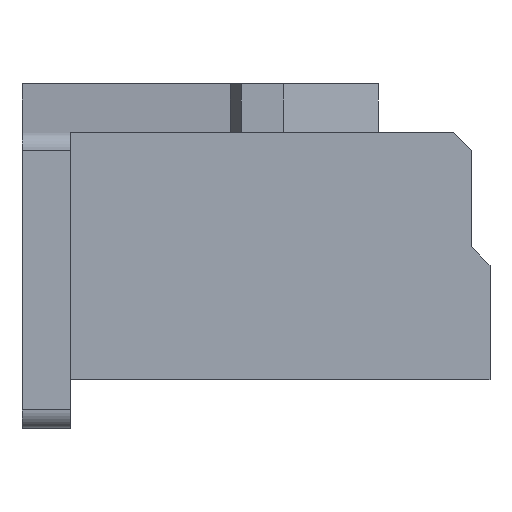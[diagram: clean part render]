
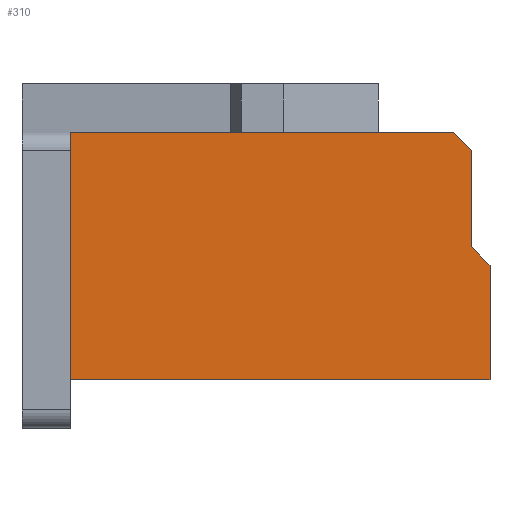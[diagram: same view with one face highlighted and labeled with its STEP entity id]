
A CAD part, left-side view. The second image highlights one B-rep face of the part: STEP entity #310.
In plain terms, the highlighted planar face has unit normal (-1, 0, 0).
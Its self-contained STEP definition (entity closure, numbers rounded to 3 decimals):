
#22 = VECTOR ( 'NONE', #68, 1000. ) ;
#31 = VECTOR ( 'NONE', #780, 1000. ) ;
#68 = DIRECTION ( 'NONE',  ( 0., -0.707, -0.707 ) ) ;
#232 = DIRECTION ( 'NONE',  ( 0., 0., 1. ) ) ;
#250 = CARTESIAN_POINT ( 'NONE',  ( -2.85, 0., 0. ) ) ;
#310 = ADVANCED_FACE ( 'NONE', ( #527 ), #1789, .T. ) ;
#355 = LINE ( 'NONE', #1361, #31 ) ;
#395 = LINE ( 'NONE', #2259, #883 ) ;
#408 = CARTESIAN_POINT ( 'NONE',  ( -2.85, 0.3, 0.15 ) ) ;
#448 = VERTEX_POINT ( 'NONE', #2214 ) ;
#508 = VECTOR ( 'NONE', #568, 1000. ) ;
#524 = DIRECTION ( 'NONE',  ( 0., -0.707, -0.707 ) ) ;
#527 = FACE_OUTER_BOUND ( 'NONE', #971, .T. ) ;
#568 = DIRECTION ( 'NONE',  ( 0., 0., -1. ) ) ;
#576 = ORIENTED_EDGE ( 'NONE', *, *, #2313, .F. ) ;
#650 = EDGE_CURVE ( 'NONE', #1296, #448, #2123, .T. ) ;
#746 = VERTEX_POINT ( 'NONE', #1599 ) ;
#753 = CARTESIAN_POINT ( 'NONE',  ( -2.85, 0., -2.05 ) ) ;
#769 = VECTOR ( 'NONE', #2306, 1000. ) ;
#780 = DIRECTION ( 'NONE',  ( 0., 0., -1. ) ) ;
#809 = VERTEX_POINT ( 'NONE', #1270 ) ;
#814 = EDGE_CURVE ( 'NONE', #2191, #2454, #1233, .T. ) ;
#877 = DIRECTION ( 'NONE',  ( 0., -1., 0. ) ) ;
#883 = VECTOR ( 'NONE', #877, 1000. ) ;
#971 = EDGE_LOOP ( 'NONE', ( #1390, #1003, #2239, #576, #1764, #2381, #1366 ) ) ;
#1003 = ORIENTED_EDGE ( 'NONE', *, *, #2130, .T. ) ;
#1035 = DIRECTION ( 'NONE',  ( -1., 0., 0. ) ) ;
#1037 = CARTESIAN_POINT ( 'NONE',  ( -2.85, 0., -2.05 ) ) ;
#1114 = EDGE_CURVE ( 'NONE', #1411, #2191, #2070, .T. ) ;
#1171 = EDGE_CURVE ( 'NONE', #746, #1411, #1640, .T. ) ;
#1208 = AXIS2_PLACEMENT_3D ( 'NONE', #250, #1035, #232 ) ;
#1233 = LINE ( 'NONE', #1673, #1899 ) ;
#1270 = CARTESIAN_POINT ( 'NONE',  ( -2.85, 6.95, 2.05 ) ) ;
#1296 = VERTEX_POINT ( 'NONE', #1037 ) ;
#1356 = EDGE_CURVE ( 'NONE', #809, #746, #395, .T. ) ;
#1361 = CARTESIAN_POINT ( 'NONE',  ( -2.85, 6.95, 0. ) ) ;
#1366 = ORIENTED_EDGE ( 'NONE', *, *, #1171, .F. ) ;
#1390 = ORIENTED_EDGE ( 'NONE', *, *, #1356, .F. ) ;
#1392 = DIRECTION ( 'NONE',  ( 0., 1., 0. ) ) ;
#1411 = VERTEX_POINT ( 'NONE', #2460 ) ;
#1475 = LINE ( 'NONE', #753, #508 ) ;
#1599 = CARTESIAN_POINT ( 'NONE',  ( -2.85, 0.6, 2.05 ) ) ;
#1640 = LINE ( 'NONE', #1981, #22 ) ;
#1673 = CARTESIAN_POINT ( 'NONE',  ( -2.85, 0., -0.15 ) ) ;
#1745 = VECTOR ( 'NONE', #1392, 1000. ) ;
#1764 = ORIENTED_EDGE ( 'NONE', *, *, #814, .F. ) ;
#1789 = PLANE ( 'NONE',  #1208 ) ;
#1866 = CARTESIAN_POINT ( 'NONE',  ( -2.85, 0., -0.15 ) ) ;
#1899 = VECTOR ( 'NONE', #524, 1000. ) ;
#1981 = CARTESIAN_POINT ( 'NONE',  ( -2.85, 0.3, 1.75 ) ) ;
#2070 = LINE ( 'NONE', #2334, #769 ) ;
#2123 = LINE ( 'NONE', #2133, #1745 ) ;
#2130 = EDGE_CURVE ( 'NONE', #809, #448, #355, .T. ) ;
#2133 = CARTESIAN_POINT ( 'NONE',  ( -2.85, 7.75, -2.05 ) ) ;
#2191 = VERTEX_POINT ( 'NONE', #408 ) ;
#2214 = CARTESIAN_POINT ( 'NONE',  ( -2.85, 6.95, -2.05 ) ) ;
#2239 = ORIENTED_EDGE ( 'NONE', *, *, #650, .F. ) ;
#2259 = CARTESIAN_POINT ( 'NONE',  ( -2.85, 0.6, 2.05 ) ) ;
#2306 = DIRECTION ( 'NONE',  ( 0., 0., -1. ) ) ;
#2313 = EDGE_CURVE ( 'NONE', #2454, #1296, #1475, .T. ) ;
#2334 = CARTESIAN_POINT ( 'NONE',  ( -2.85, 0.3, 0.15 ) ) ;
#2381 = ORIENTED_EDGE ( 'NONE', *, *, #1114, .F. ) ;
#2454 = VERTEX_POINT ( 'NONE', #1866 ) ;
#2460 = CARTESIAN_POINT ( 'NONE',  ( -2.85, 0.3, 1.75 ) ) ;
